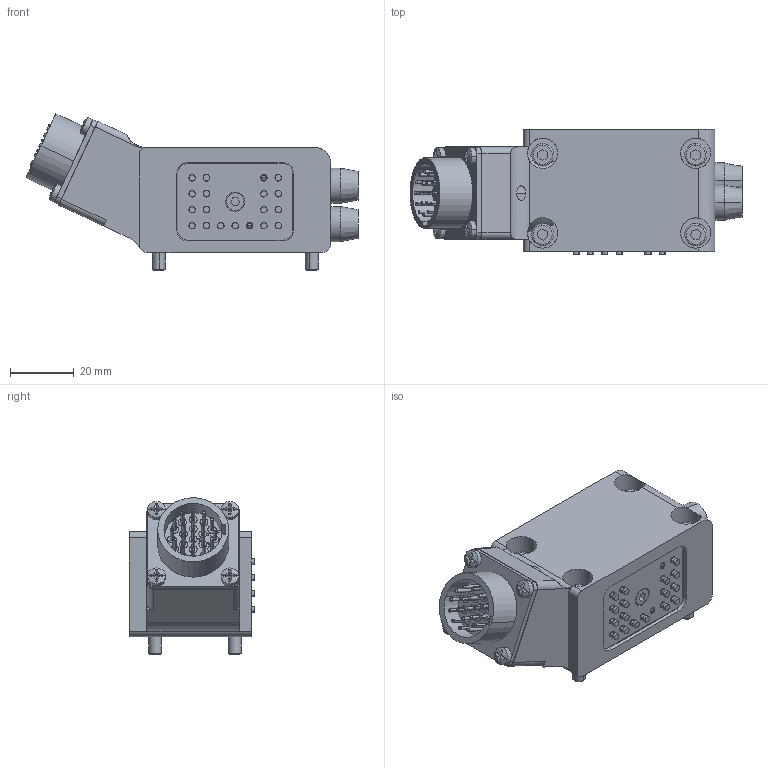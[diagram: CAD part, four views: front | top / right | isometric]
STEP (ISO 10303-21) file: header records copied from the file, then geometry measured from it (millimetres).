
FILE_DESCRIPTION (( 'STEP AP203' ), '1' );
FILE_NAME ('P1311.STEP', '2018-11-30T11:27:33', ( 'rsp' ), ( 'Hewlett-Packard Company' ), 'SwSTEP 2.0', 'SolidWorks 2017', '' );
FILE_SCHEMA (( 'CONFIG_CONTROL_DESIGN' ));
Length unit declared in the file: millimetre
Products named in the file (1): P1311
Bounding box: 104.07 x 39.26 x 49.1 mm (x, y, z)
Volume: 102881.7 mm3; surface area: 38680.9 mm2
Topology: 69 solids, 70 shells, 1559 faces, 3396 edges, 2013 vertices
Faces by surface type: cylinder 614, plane 376, cone 250, torus 242, sphere 46, bspline 31
Entity records: 44548 total; most frequent: CARTESIAN_POINT 9653, DIRECTION 8115, ORIENTED_EDGE 6612, AXIS2_PLACEMENT_3D 3399, EDGE_CURVE 3306, VERTEX_POINT 1973, CIRCLE 1870, EDGE_LOOP 1773
